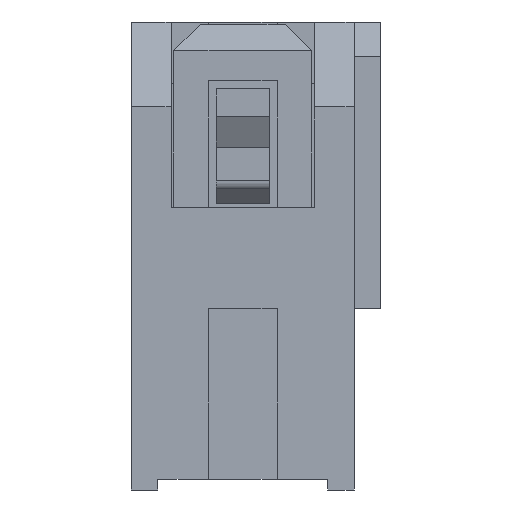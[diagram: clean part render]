
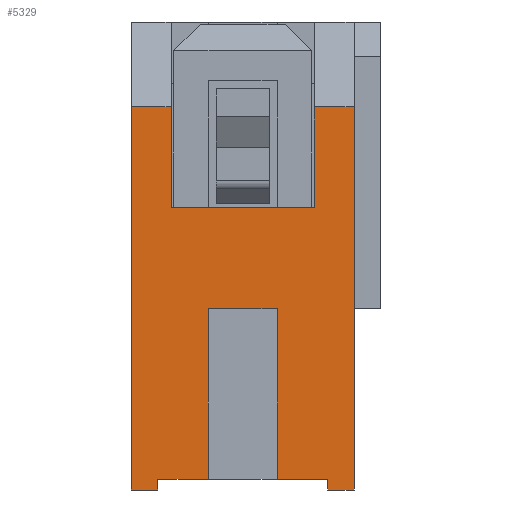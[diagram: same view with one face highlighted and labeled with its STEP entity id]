
A CAD part, left-side view. The second image highlights one B-rep face of the part: STEP entity #5329.
In plain terms, the highlighted planar face has unit normal (-1, 0, 0).
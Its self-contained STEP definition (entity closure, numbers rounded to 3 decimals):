
#35=CARTESIAN_POINT('',(-12.6,1.35,1.9));
#36=VERTEX_POINT('',#35);
#37=CARTESIAN_POINT('',(-12.6,-1.35,1.9));
#38=VERTEX_POINT('',#37);
#39=CARTESIAN_POINT('',(-12.6,1.35,1.9));
#40=DIRECTION('',(0.,-1.,0.));
#41=VECTOR('',#40,2.7);
#42=LINE('',#39,#41);
#43=EDGE_CURVE('',#36,#38,#42,.T.);
#5203=CARTESIAN_POINT('',(-12.6,0.,0.99));
#5204=DIRECTION('',(0.,-1.,0.));
#5205=DIRECTION('',(-1.,0.,0.));
#5206=AXIS2_PLACEMENT_3D('',#5203,#5205,#5204);
#5207=PLANE('',#5206);
#5208=CARTESIAN_POINT('',(-12.6,0.65,0.));
#5209=VERTEX_POINT('',#5208);
#5210=CARTESIAN_POINT('',(-12.6,-0.65,0.));
#5211=VERTEX_POINT('',#5210);
#5212=CARTESIAN_POINT('',(-12.6,0.65,0.));
#5213=DIRECTION('',(0.,-1.,0.));
#5214=VECTOR('',#5213,1.3);
#5215=LINE('',#5212,#5214);
#5216=EDGE_CURVE('',#5209,#5211,#5215,.T.);
#5217=ORIENTED_EDGE('',*,*,#5216,.T.);
#5218=CARTESIAN_POINT('',(-12.6,-0.65,-3.22));
#5219=VERTEX_POINT('',#5218);
#5220=CARTESIAN_POINT('',(-12.6,-0.65,0.));
#5221=DIRECTION('',(0.,0.,-1.));
#5222=VECTOR('',#5221,3.22);
#5223=LINE('',#5220,#5222);
#5224=EDGE_CURVE('',#5211,#5219,#5223,.T.);
#5225=ORIENTED_EDGE('',*,*,#5224,.T.);
#5226=CARTESIAN_POINT('',(-12.6,-1.6,-3.22));
#5227=VERTEX_POINT('',#5226);
#5228=CARTESIAN_POINT('',(-12.6,-0.65,-3.22));
#5229=DIRECTION('',(0.,-1.,0.));
#5230=VECTOR('',#5229,0.95);
#5231=LINE('',#5228,#5230);
#5232=EDGE_CURVE('',#5219,#5227,#5231,.T.);
#5233=ORIENTED_EDGE('',*,*,#5232,.T.);
#5234=CARTESIAN_POINT('',(-12.6,-1.6,-3.42));
#5235=VERTEX_POINT('',#5234);
#5236=CARTESIAN_POINT('',(-12.6,-1.6,-3.22));
#5237=DIRECTION('',(0.,0.,-1.));
#5238=VECTOR('',#5237,0.2);
#5239=LINE('',#5236,#5238);
#5240=EDGE_CURVE('',#5227,#5235,#5239,.T.);
#5241=ORIENTED_EDGE('',*,*,#5240,.T.);
#5242=CARTESIAN_POINT('',(-12.6,-2.1,-3.42));
#5243=VERTEX_POINT('',#5242);
#5244=CARTESIAN_POINT('',(-12.6,-1.6,-3.42));
#5245=DIRECTION('',(0.,-1.,0.));
#5246=VECTOR('',#5245,0.5);
#5247=LINE('',#5244,#5246);
#5248=EDGE_CURVE('',#5235,#5243,#5247,.T.);
#5249=ORIENTED_EDGE('',*,*,#5248,.T.);
#5250=CARTESIAN_POINT('',(-12.6,-2.1,3.8));
#5251=VERTEX_POINT('',#5250);
#5252=CARTESIAN_POINT('',(-12.6,-2.1,3.8));
#5253=DIRECTION('',(0.,0.,-1.));
#5254=VECTOR('',#5253,7.22);
#5255=LINE('',#5252,#5254);
#5256=EDGE_CURVE('',#5251,#5243,#5255,.T.);
#5257=ORIENTED_EDGE('',*,*,#5256,.F.);
#5258=CARTESIAN_POINT('',(-12.6,-1.35,3.8));
#5259=VERTEX_POINT('',#5258);
#5260=CARTESIAN_POINT('',(-12.6,-2.1,3.8));
#5261=DIRECTION('',(0.,1.,0.));
#5262=VECTOR('',#5261,0.75);
#5263=LINE('',#5260,#5262);
#5264=EDGE_CURVE('',#5251,#5259,#5263,.T.);
#5265=ORIENTED_EDGE('',*,*,#5264,.T.);
#5266=CARTESIAN_POINT('',(-12.6,-1.35,3.8));
#5267=DIRECTION('',(0.,0.,-1.));
#5268=VECTOR('',#5267,1.9);
#5269=LINE('',#5266,#5268);
#5270=EDGE_CURVE('',#5259,#38,#5269,.T.);
#5271=ORIENTED_EDGE('',*,*,#5270,.T.);
#5272=ORIENTED_EDGE('',*,*,#43,.F.);
#5273=CARTESIAN_POINT('',(-12.6,1.35,3.8));
#5274=VERTEX_POINT('',#5273);
#5275=CARTESIAN_POINT('',(-12.6,1.35,1.9));
#5276=DIRECTION('',(0.,0.,1.));
#5277=VECTOR('',#5276,1.9);
#5278=LINE('',#5275,#5277);
#5279=EDGE_CURVE('',#36,#5274,#5278,.T.);
#5280=ORIENTED_EDGE('',*,*,#5279,.T.);
#5281=CARTESIAN_POINT('',(-12.6,2.1,3.8));
#5282=VERTEX_POINT('',#5281);
#5283=CARTESIAN_POINT('',(-12.6,1.35,3.8));
#5284=DIRECTION('',(0.,1.,0.));
#5285=VECTOR('',#5284,0.75);
#5286=LINE('',#5283,#5285);
#5287=EDGE_CURVE('',#5274,#5282,#5286,.T.);
#5288=ORIENTED_EDGE('',*,*,#5287,.T.);
#5289=CARTESIAN_POINT('',(-12.6,2.1,-3.42));
#5290=VERTEX_POINT('',#5289);
#5291=CARTESIAN_POINT('',(-12.6,2.1,-3.42));
#5292=DIRECTION('',(0.,0.,1.));
#5293=VECTOR('',#5292,7.22);
#5294=LINE('',#5291,#5293);
#5295=EDGE_CURVE('',#5290,#5282,#5294,.T.);
#5296=ORIENTED_EDGE('',*,*,#5295,.F.);
#5297=CARTESIAN_POINT('',(-12.6,1.6,-3.42));
#5298=VERTEX_POINT('',#5297);
#5299=CARTESIAN_POINT('',(-12.6,2.1,-3.42));
#5300=DIRECTION('',(0.,-1.,0.));
#5301=VECTOR('',#5300,0.5);
#5302=LINE('',#5299,#5301);
#5303=EDGE_CURVE('',#5290,#5298,#5302,.T.);
#5304=ORIENTED_EDGE('',*,*,#5303,.T.);
#5305=CARTESIAN_POINT('',(-12.6,1.6,-3.22));
#5306=VERTEX_POINT('',#5305);
#5307=CARTESIAN_POINT('',(-12.6,1.6,-3.42));
#5308=DIRECTION('',(0.,0.,1.));
#5309=VECTOR('',#5308,0.2);
#5310=LINE('',#5307,#5309);
#5311=EDGE_CURVE('',#5298,#5306,#5310,.T.);
#5312=ORIENTED_EDGE('',*,*,#5311,.T.);
#5313=CARTESIAN_POINT('',(-12.6,0.65,-3.22));
#5314=VERTEX_POINT('',#5313);
#5315=CARTESIAN_POINT('',(-12.6,1.6,-3.22));
#5316=DIRECTION('',(0.,-1.,0.));
#5317=VECTOR('',#5316,0.95);
#5318=LINE('',#5315,#5317);
#5319=EDGE_CURVE('',#5306,#5314,#5318,.T.);
#5320=ORIENTED_EDGE('',*,*,#5319,.T.);
#5321=CARTESIAN_POINT('',(-12.6,0.65,-3.22));
#5322=DIRECTION('',(0.,0.,1.));
#5323=VECTOR('',#5322,3.22);
#5324=LINE('',#5321,#5323);
#5325=EDGE_CURVE('',#5314,#5209,#5324,.T.);
#5326=ORIENTED_EDGE('',*,*,#5325,.T.);
#5327=EDGE_LOOP('',(#5217,#5225,#5233,#5241,#5249,#5257,#5265,#5271,#5272,#5280,#5288,#5296,#5304,#5312,#5320,#5326));
#5328=FACE_OUTER_BOUND('',#5327,.T.);
#5329=ADVANCED_FACE('',(#5328),#5207,.T.);
